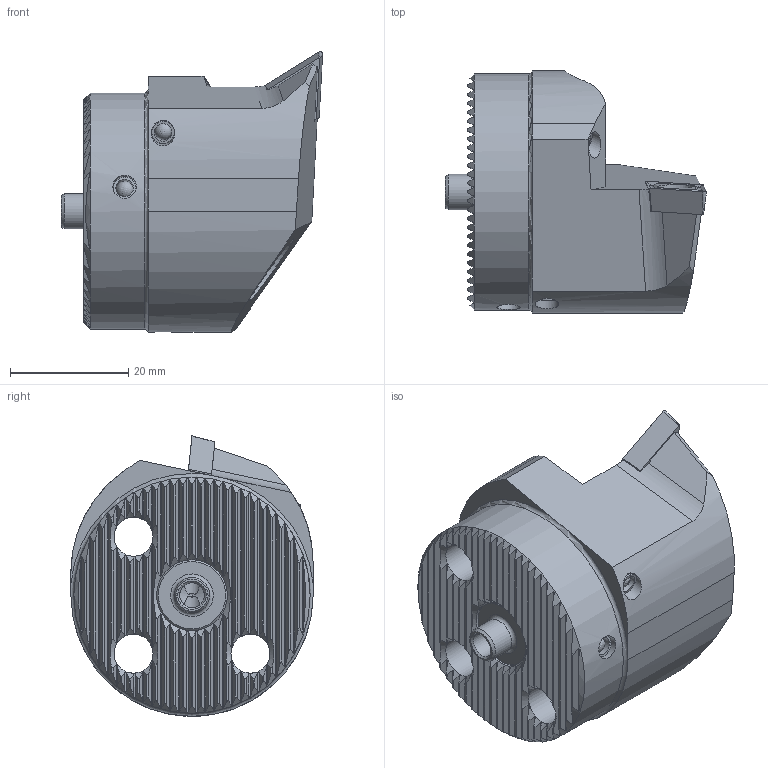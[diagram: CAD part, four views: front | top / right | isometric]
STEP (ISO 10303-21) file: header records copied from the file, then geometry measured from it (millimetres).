
FILE_DESCRIPTION (( 'STEP AP203' ), '1' );
FILE_NAME ('WK1.BDB.LUC.040.STEP', '2023-08-14T05:52:17', ( '' ), ( '' ), 'SwSTEP 2.0', 'SolidWorks 2017', '' );
FILE_SCHEMA (( 'CONFIG_CONTROL_DESIGN' ));
Length unit declared in the file: millimetre
Products named in the file (6): WK1.BDB.LUC.040; WK2-ER1.001.012_A_Fertigbearbeitung; WKX-ER1.004.005_A_PreviewCfg; WK1-BDB.LUC.040_A; DCMT11T304; KVT_MB_600_040
Assembly tree (8 placements, depth 2):
  WK1.BDB.LUC.040
    WK1-BDB.LUC.040_A
    KVT_MB_600_040  x3
    WKX-ER1.004.005_A_PreviewCfg  x2
    WK2-ER1.001.012_A_Fertigbearbeitung
    DCMT11T304
Bounding box: 44.2 x 41 x 47.5 mm (x, y, z)
Volume: 31256.8 mm3; surface area: 12402.1 mm2
Topology: 11 solids, 11 shells, 407 faces, 1093 edges, 698 vertices
Faces by surface type: plane 217, cylinder 97, cone 69, bspline 16, torus 5, sphere 3
Full cylindrical faces by diameter (mm): 1.7 x2, 3 x3, 3.3 x8, 4 x11, 4.2 x4, 4.4 x1, 6 x1, 6.1 x1, 6.6 x3, 10.5 x3, 12 x2, 40 x1
Entity records: 13573 total; most frequent: CARTESIAN_POINT 4770, ORIENTED_EDGE 1806, DIRECTION 1420, EDGE_CURVE 903, VERTEX_POINT 620, AXIS2_PLACEMENT_3D 554, EDGE_LOOP 447, FACE_OUTER_BOUND 396
